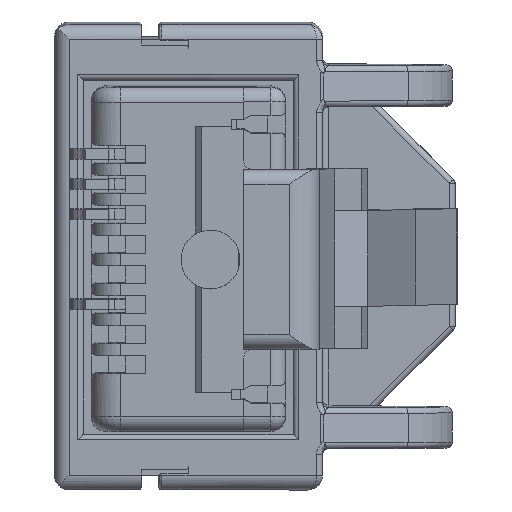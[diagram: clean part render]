
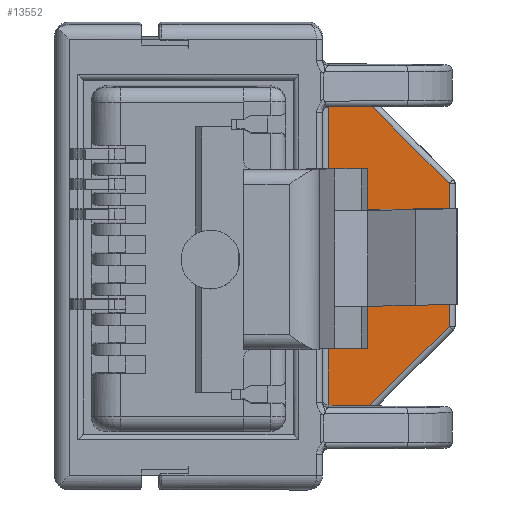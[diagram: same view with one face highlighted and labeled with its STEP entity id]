
A CAD part, left-side view. The second image highlights one B-rep face of the part: STEP entity #13552.
In plain terms, the highlighted planar face has unit normal (-1, 0, -0.006).
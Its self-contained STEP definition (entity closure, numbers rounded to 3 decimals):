
#350 = LINE ( 'NONE', #16021, #3138 ) ;
#366 = VERTEX_POINT ( 'NONE', #4301 ) ;
#497 = VECTOR ( 'NONE', #10803, 1000. ) ;
#889 = VERTEX_POINT ( 'NONE', #14461 ) ;
#1889 = LINE ( 'NONE', #26225, #497 ) ;
#2030 = ORIENTED_EDGE ( 'NONE', *, *, #16117, .T. ) ;
#2424 = CARTESIAN_POINT ( 'NONE',  ( -85.627, -12.1, -10.166 ) ) ;
#3138 = VECTOR ( 'NONE', #11514, 1000. ) ;
#4046 = ORIENTED_EDGE ( 'NONE', *, *, #10738, .T. ) ;
#4301 = CARTESIAN_POINT ( 'NONE',  ( -85.626, -12.1, -10.249 ) ) ;
#4885 = FACE_OUTER_BOUND ( 'NONE', #13299, .T. ) ;
#5007 = CARTESIAN_POINT ( 'NONE',  ( -85.597, -12.1, -15.083 ) ) ;
#5471 = CARTESIAN_POINT ( 'NONE',  ( -85.645, -8., -7.166 ) ) ;
#6150 = DIRECTION ( 'NONE',  ( -0.006, 0., 1. ) ) ;
#7141 = LINE ( 'NONE', #2424, #10630 ) ;
#8023 = VERTEX_POINT ( 'NONE', #8227 ) ;
#8227 = CARTESIAN_POINT ( 'NONE',  ( -85.579, -8., -17.966 ) ) ;
#9296 = CARTESIAN_POINT ( 'NONE',  ( -85.644, -9.159, -7.308 ) ) ;
#9967 = CARTESIAN_POINT ( 'NONE',  ( -85.579, -12.3, -17.966 ) ) ;
#10630 = VECTOR ( 'NONE', #26855, 1000. ) ;
#10738 = EDGE_CURVE ( 'NONE', #889, #13685, #350, .T. ) ;
#10746 = ORIENTED_EDGE ( 'NONE', *, *, #28680, .T. ) ;
#10803 = DIRECTION ( 'NONE',  ( 0., 1., 0. ) ) ;
#11514 = DIRECTION ( 'NONE',  ( -0.004, -0.707, 0.707 ) ) ;
#11771 = VERTEX_POINT ( 'NONE', #16808 ) ;
#12489 = DIRECTION ( 'NONE',  ( 0., -1., 0. ) ) ;
#12619 = LINE ( 'NONE', #9967, #24415 ) ;
#12852 = DIRECTION ( 'NONE',  ( 1., 0., 0.006 ) ) ;
#12952 = CARTESIAN_POINT ( 'NONE',  ( -85.645, -12.3, -7.166 ) ) ;
#13299 = EDGE_LOOP ( 'NONE', ( #10746, #27513, #28425, #4046, #17380, #2030 ) ) ;
#13552 = ADVANCED_FACE ( 'NONE', ( #4885 ), #25941, .F. ) ;
#13685 = VERTEX_POINT ( 'NONE', #5007 ) ;
#14091 = DIRECTION ( 'NONE',  ( -0.004, 0.707, 0.707 ) ) ;
#14139 = DIRECTION ( 'NONE',  ( 0.006, 0., -1. ) ) ;
#14461 = CARTESIAN_POINT ( 'NONE',  ( -85.579, -9.217, -17.966 ) ) ;
#15885 = CARTESIAN_POINT ( 'NONE',  ( -85.644, -8., -7.366 ) ) ;
#15949 = EDGE_CURVE ( 'NONE', #13685, #366, #7141, .T. ) ;
#16021 = CARTESIAN_POINT ( 'NONE',  ( -85.597, -12.159, -15.025 ) ) ;
#16117 = EDGE_CURVE ( 'NONE', #366, #11771, #27956, .T. ) ;
#16808 = CARTESIAN_POINT ( 'NONE',  ( -85.644, -9.217, -7.366 ) ) ;
#17380 = ORIENTED_EDGE ( 'NONE', *, *, #15949, .T. ) ;
#17770 = EDGE_CURVE ( 'NONE', #8023, #889, #12619, .T. ) ;
#19321 = LINE ( 'NONE', #5471, #22779 ) ;
#22779 = VECTOR ( 'NONE', #14139, 1000. ) ;
#23301 = AXIS2_PLACEMENT_3D ( 'NONE', #12952, #12852, #6150 ) ;
#23477 = VECTOR ( 'NONE', #14091, 1000. ) ;
#24092 = EDGE_CURVE ( 'NONE', #24547, #8023, #19321, .T. ) ;
#24415 = VECTOR ( 'NONE', #12489, 1000. ) ;
#24547 = VERTEX_POINT ( 'NONE', #15885 ) ;
#25941 = PLANE ( 'NONE',  #23301 ) ;
#26225 = CARTESIAN_POINT ( 'NONE',  ( -85.644, -12.3, -7.366 ) ) ;
#26855 = DIRECTION ( 'NONE',  ( -0.006, 0., 1. ) ) ;
#27513 = ORIENTED_EDGE ( 'NONE', *, *, #24092, .T. ) ;
#27956 = LINE ( 'NONE', #9296, #23477 ) ;
#28425 = ORIENTED_EDGE ( 'NONE', *, *, #17770, .T. ) ;
#28680 = EDGE_CURVE ( 'NONE', #11771, #24547, #1889, .T. ) ;
